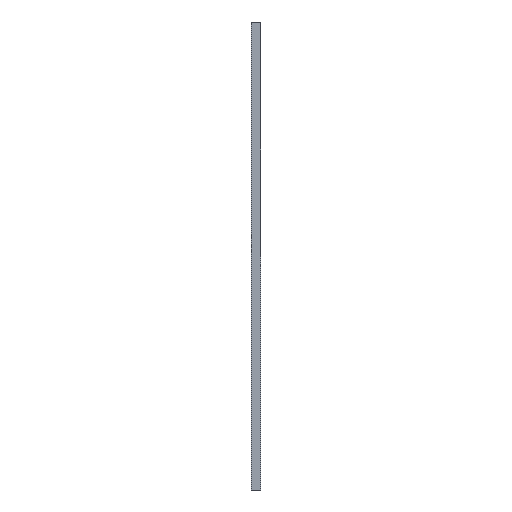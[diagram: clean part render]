
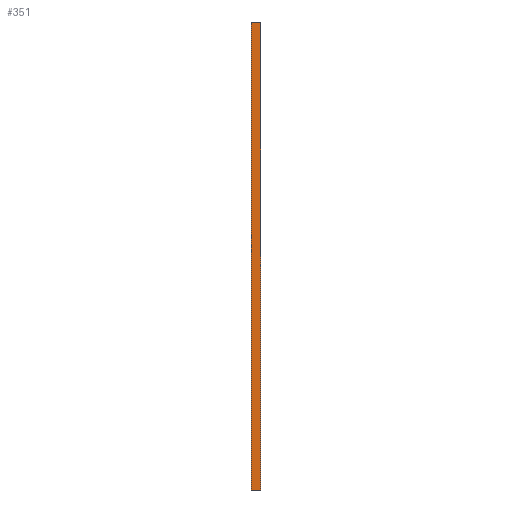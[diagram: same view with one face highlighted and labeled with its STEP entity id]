
A CAD part, left-side view. The second image highlights one B-rep face of the part: STEP entity #351.
In plain terms, the highlighted planar face has unit normal (-1, 0, 0).
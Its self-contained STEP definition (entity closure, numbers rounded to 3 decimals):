
#4 = LINE ( 'NONE', #459, #30 ) ;
#30 = VECTOR ( 'NONE', #632, 1000. ) ;
#32 = LINE ( 'NONE', #809, #896 ) ;
#98 = VECTOR ( 'NONE', #427, 1000. ) ;
#101 = VERTEX_POINT ( 'NONE', #482 ) ;
#138 = LINE ( 'NONE', #432, #659 ) ;
#147 = FACE_OUTER_BOUND ( 'NONE', #872, .T. ) ;
#233 = CARTESIAN_POINT ( 'NONE',  ( 0., 1.6, 0. ) ) ;
#240 = VERTEX_POINT ( 'NONE', #486 ) ;
#279 = VERTEX_POINT ( 'NONE', #834 ) ;
#307 = EDGE_CURVE ( 'NONE', #279, #101, #138, .T. ) ;
#341 = AXIS2_PLACEMENT_3D ( 'NONE', #989, #694, #1007 ) ;
#351 = ADVANCED_FACE ( 'NONE', ( #147 ), #829, .F. ) ;
#410 = DIRECTION ( 'NONE',  ( 0., 0., 1. ) ) ;
#427 = DIRECTION ( 'NONE',  ( 0., -1., 0. ) ) ;
#432 = CARTESIAN_POINT ( 'NONE',  ( 0., 0., 0. ) ) ;
#459 = CARTESIAN_POINT ( 'NONE',  ( 0., 1.6, 80. ) ) ;
#472 = ORIENTED_EDGE ( 'NONE', *, *, #731, .F. ) ;
#482 = CARTESIAN_POINT ( 'NONE',  ( 0., 0., 80. ) ) ;
#486 = CARTESIAN_POINT ( 'NONE',  ( 0., 1.6, 80. ) ) ;
#498 = VERTEX_POINT ( 'NONE', #233 ) ;
#515 = ORIENTED_EDGE ( 'NONE', *, *, #307, .T. ) ;
#596 = DIRECTION ( 'NONE',  ( 0., 0., 1. ) ) ;
#632 = DIRECTION ( 'NONE',  ( 0., -1., 0. ) ) ;
#647 = ORIENTED_EDGE ( 'NONE', *, *, #841, .T. ) ;
#655 = LINE ( 'NONE', #911, #98 ) ;
#659 = VECTOR ( 'NONE', #596, 1000. ) ;
#694 = DIRECTION ( 'NONE',  ( 1., 0., 0. ) ) ;
#731 = EDGE_CURVE ( 'NONE', #498, #240, #32, .T. ) ;
#762 = ORIENTED_EDGE ( 'NONE', *, *, #952, .F. ) ;
#809 = CARTESIAN_POINT ( 'NONE',  ( 0., 1.6, 0. ) ) ;
#829 = PLANE ( 'NONE',  #341 ) ;
#834 = CARTESIAN_POINT ( 'NONE',  ( 0., 0., 0. ) ) ;
#841 = EDGE_CURVE ( 'NONE', #498, #279, #655, .T. ) ;
#872 = EDGE_LOOP ( 'NONE', ( #515, #762, #472, #647 ) ) ;
#896 = VECTOR ( 'NONE', #410, 1000. ) ;
#911 = CARTESIAN_POINT ( 'NONE',  ( 0., 1.6, 0. ) ) ;
#952 = EDGE_CURVE ( 'NONE', #240, #101, #4, .T. ) ;
#989 = CARTESIAN_POINT ( 'NONE',  ( 0., 1.6, 0. ) ) ;
#1007 = DIRECTION ( 'NONE',  ( 0., 0., -1. ) ) ;
